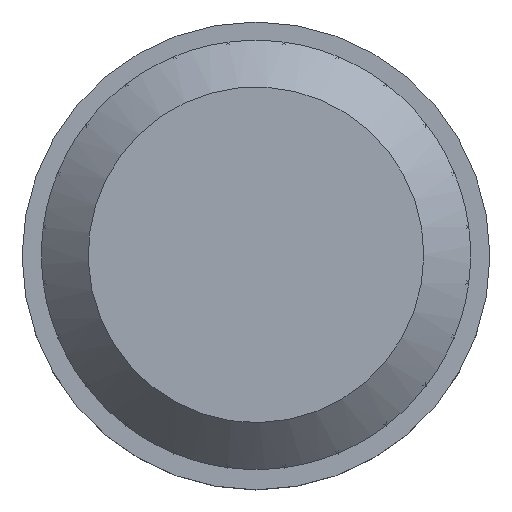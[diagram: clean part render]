
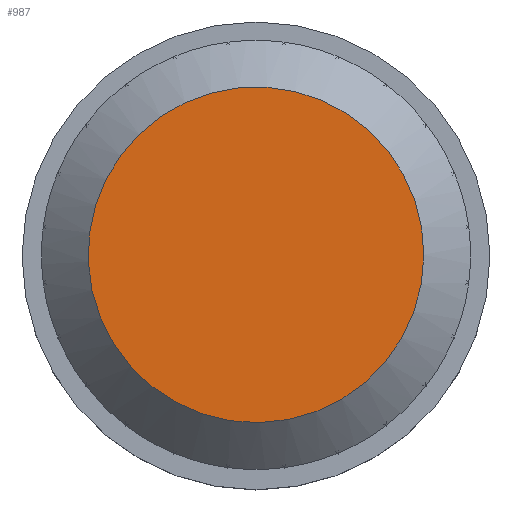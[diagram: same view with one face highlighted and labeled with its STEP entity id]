
A CAD part, top view. The second image highlights one B-rep face of the part: STEP entity #987.
In plain terms, the highlighted planar face has unit normal (0, 0, 1).
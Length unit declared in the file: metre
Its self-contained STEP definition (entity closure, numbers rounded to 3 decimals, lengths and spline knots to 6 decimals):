
#139=PLANE('',#1158);
#348=ORIENTED_EDGE('',*,*,#549,.T.);
#549=EDGE_CURVE('',#639,#639,#735,.T.);
#639=VERTEX_POINT('',#1805);
#735=CIRCLE('',#1159,0.007175);
#803=EDGE_LOOP('',(#348));
#883=FACE_BOUND('',#803,.T.);
#987=ADVANCED_FACE('',(#883),#139,.T.);
#1158=AXIS2_PLACEMENT_3D('',#1803,#1500,#1501);
#1159=AXIS2_PLACEMENT_3D('',#1804,#1502,#1503);
#1500=DIRECTION('',(0.,0.,1.));
#1501=DIRECTION('',(1.,0.,0.));
#1502=DIRECTION('',(0.,0.,1.));
#1503=DIRECTION('',(1.,0.,0.));
#1803=CARTESIAN_POINT('',(0.,0.,0.032));
#1804=CARTESIAN_POINT('',(0.,0.,0.032));
#1805=CARTESIAN_POINT('',(0.007175,0.,0.032));
